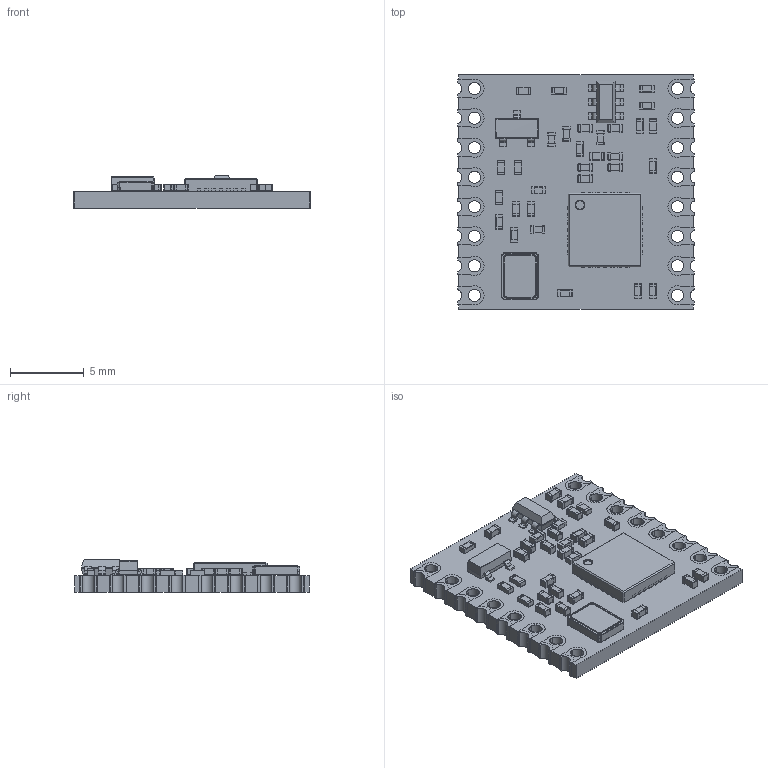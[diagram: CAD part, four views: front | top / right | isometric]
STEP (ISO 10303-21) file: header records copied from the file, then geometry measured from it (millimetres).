
FILE_DESCRIPTION (( 'STEP AP214' ), '1' );
FILE_NAME ('User Library-RFM96W.STEP', '2016-05-02T07:42:49', ( 'Windows User' ), ( '' ), 'SwSTEP 2.0', 'SolidWorks 2016', '' );
FILE_SCHEMA (( 'AUTOMOTIVE_DESIGN' ));
Length unit declared in the file: millimetre
Products named in the file (45): User Library-RFM96W_Designator6; User Library-RFM96W_Designator25; User Library-RFM96W_3; User Library-RFM96W_Designator4; User Library-RFM96W_Designator24; User Library-RFM96W_Open CASCADE STEP translator 6.5 1.32; User Library-RFM96W_Cap0402; User Library-RFM96W_Designator23; User Library-RFM96W_User_Library-3-lead_sot23-3; User Library-RFM96W_Board; User Library-RFM96W_Designator22; User Library-RFM96W_Designator21; User Library-RFM96W_2; User Library-RFM96W; User Library-RFM96W_Designator20; User Library-RFM96W_1; User Library-RFM96W_Designator19; User Library-RFM96W_Open CASCADE STEP translator 6.5 1.29; User Library-RFM96W_Designator18; User Library-RFM96W_Res0402; User Library-RFM96W_Designator17; User Library-RFM96W_Designator1; User Library-RFM96W_Designator15; User Library-RFM96W_TXC_7M; User Library-RFM96W_SW3dPS-inductor_0402_white; User Library-RFM96W_Designator5; User Library-RFM96W_Designator2; User Library-RFM96W_Designator13; User Library-RFM96W_QFN28; User Library-RFM96W_Designator12; User Library-RFM96W_Designator27_2; User Library-RFM96W_Designator11; User Library-RFM96W_SW3dPS-SOT-23-6; User Library-RFM96W_Designator10; User Library-RFM96W_Designator29; User Library-RFM96W_Free-Models; User Library-RFM96W_Designator9; User Library-RFM96W_Designator28; User Library-RFM96W_Goldcontact; User Library-RFM96W_Designator8 ...
Assembly tree (86 placements, depth 3):
  User Library-RFM96W
    User Library-RFM96W_Board
    User Library-RFM96W_Designator4
      User Library-RFM96W_Cap0402
    User Library-RFM96W_Designator6
      User Library-RFM96W_Cap0402
    User Library-RFM96W_Designator7
      User Library-RFM96W_Cap0402
    User Library-RFM96W_Designator8
      User Library-RFM96W_Cap0402
    User Library-RFM96W_Designator9
      User Library-RFM96W_Cap0402
    User Library-RFM96W_Designator10
      User Library-RFM96W_Cap0402
    User Library-RFM96W_Designator11
      User Library-RFM96W_Cap0402
    User Library-RFM96W_Designator12
      User Library-RFM96W_Cap0402
    User Library-RFM96W_Designator13
      User Library-RFM96W_Cap0402
    User Library-RFM96W_Designator15
      User Library-RFM96W_SW3dPS-inductor_0402_white
    User Library-RFM96W_Designator17
      User Library-RFM96W_SW3dPS-inductor_0402_white
    User Library-RFM96W_Designator18
      User Library-RFM96W_SW3dPS-inductor_0402_white
    User Library-RFM96W_Designator19
      User Library-RFM96W_SW3dPS-inductor_0402_white
    User Library-RFM96W_Designator20
      User Library-RFM96W_SW3dPS-inductor_0402_white
    User Library-RFM96W_Designator21
      User Library-RFM96W_Cap0402
    User Library-RFM96W_Designator22
      User Library-RFM96W_Cap0402
    User Library-RFM96W_Designator23
      User Library-RFM96W_Cap0402
    User Library-RFM96W_Designator24
      User Library-RFM96W_Cap0402
    User Library-RFM96W_Designator25
      User Library-RFM96W_Cap0402
    User Library-RFM96W_Designator26
      User Library-RFM96W_Cap0402
    User Library-RFM96W_Designator27
      User Library-RFM96W_Cap0402
    User Library-RFM96W_Designator28
      User Library-RFM96W_Cap0402
    User Library-RFM96W_Designator29
      User Library-RFM96W_Cap0402
    User Library-RFM96W_Designator27_2
      User Library-RFM96W_SW3dPS-SOT-23-6
    User Library-RFM96W_Designator2
      User Library-RFM96W_QFN28
    User Library-RFM96W_Designator5
      User Library-RFM96W_Cap0402
    User Library-RFM96W_Designator1
      User Library-RFM96W_TXC_7M
    User Library-RFM96W_Open CASCADE STEP translator 6.5 1.29
      User Library-RFM96W_Res0402
    User Library-RFM96W_1
      User Library-RFM96W_Res0402
Bounding box: 16 x 15.9 x 2.23 mm (x, y, z)
Volume: 333.4 mm3; surface area: 1107.7 mm2
Topology: 144 solids, 144 shells, 2760 faces, 6380 edges, 3474 vertices
Faces by surface type: plane 1181, cylinder 1111, bspline 464, cone 4
Entity records: 39405 total; most frequent: CARTESIAN_POINT 5678, DIRECTION 4703, ORIENTED_EDGE 4414, EDGE_CURVE 2207, LINE 1633, VECTOR 1633, AXIS2_PLACEMENT_3D 1535, VERTEX_POINT 1394
